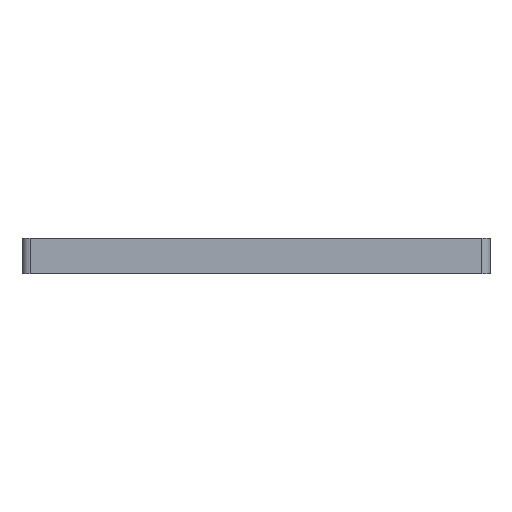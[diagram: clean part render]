
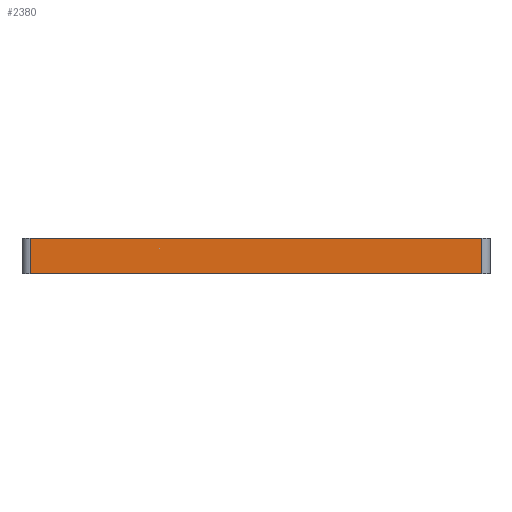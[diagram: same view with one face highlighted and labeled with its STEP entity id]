
A CAD part, front view. The second image highlights one B-rep face of the part: STEP entity #2380.
In plain terms, the highlighted planar face has unit normal (0, -1, 0).
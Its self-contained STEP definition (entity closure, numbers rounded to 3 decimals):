
#2157=CARTESIAN_POINT('',(96.5,-100.,-7.5));
#2158=VERTEX_POINT('',#2157);
#2166=CARTESIAN_POINT('',(-96.5,-100.0,-7.5));
#2167=VERTEX_POINT('',#2166);
#2168=CARTESIAN_POINT('',(-96.5,-100.0,-7.5));
#2169=DIRECTION('',(1.0,0.0,0.0));
#2170=VECTOR('',#2169,193.);
#2171=LINE('',#2168,#2170);
#2172=EDGE_CURVE('',#2167,#2158,#2171,.T.);
#2337=CARTESIAN_POINT('',(96.5,-100.,7.5));
#2338=VERTEX_POINT('',#2337);
#2346=CARTESIAN_POINT('',(96.5,-100.,-7.5));
#2347=DIRECTION('',(0.0,0.0,1.0));
#2348=VECTOR('',#2347,15.0);
#2349=LINE('',#2346,#2348);
#2350=EDGE_CURVE('',#2158,#2338,#2349,.T.);
#2357=CARTESIAN_POINT('',(96.5,-100.,0.0));
#2358=DIRECTION('',(0.0,-1.0,0.0));
#2359=DIRECTION('',(0.0,0.0,-1.0));
#2360=AXIS2_PLACEMENT_3D('',#2357,#2358,#2359);
#2361=PLANE('',#2360);
#2362=CARTESIAN_POINT('',(-96.5,-100.0,7.5));
#2363=VERTEX_POINT('',#2362);
#2364=CARTESIAN_POINT('',(96.5,-100.,7.5));
#2365=DIRECTION('',(-1.0,0.0,0.0));
#2366=VECTOR('',#2365,193.);
#2367=LINE('',#2364,#2366);
#2368=EDGE_CURVE('',#2338,#2363,#2367,.T.);
#2369=ORIENTED_EDGE('',*,*,#2368,.T.);
#2370=CARTESIAN_POINT('',(-96.5,-100.0,-7.5));
#2371=DIRECTION('',(0.0,0.0,1.0));
#2372=VECTOR('',#2371,15.0);
#2373=LINE('',#2370,#2372);
#2374=EDGE_CURVE('',#2167,#2363,#2373,.T.);
#2375=ORIENTED_EDGE('',*,*,#2374,.F.);
#2376=ORIENTED_EDGE('',*,*,#2172,.T.);
#2377=ORIENTED_EDGE('',*,*,#2350,.T.);
#2378=EDGE_LOOP('',(#2369,#2375,#2376,#2377));
#2379=FACE_OUTER_BOUND('',#2378,.T.);
#2380=ADVANCED_FACE('',(#2379),#2361,.T.);
